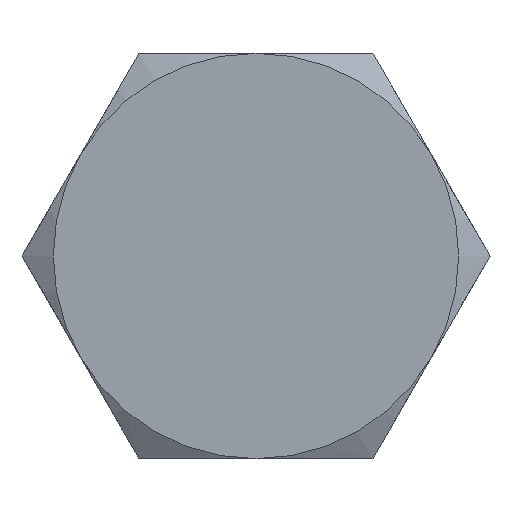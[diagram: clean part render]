
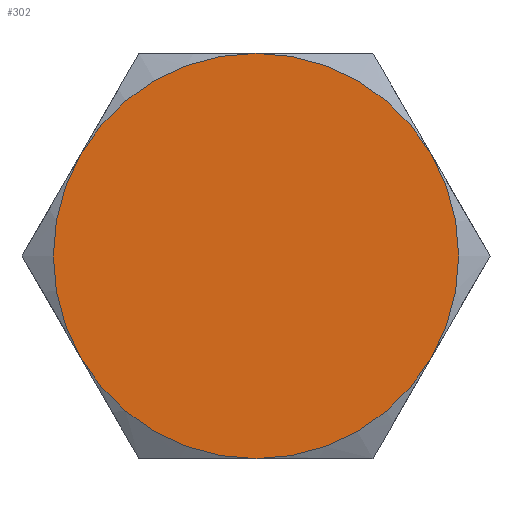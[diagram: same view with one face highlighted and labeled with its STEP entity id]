
A CAD part, left-side view. The second image highlights one B-rep face of the part: STEP entity #302.
In plain terms, the highlighted planar face has unit normal (-1, 0, 0).
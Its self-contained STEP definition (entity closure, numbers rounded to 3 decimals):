
#37=PLANE('',#354);
#57=FACE_OUTER_BOUND('',#77,.T.);
#77=EDGE_LOOP('',(#263,#264,#265,#266,#267,#268));
#116=CIRCLE('',#334,4.);
#117=CIRCLE('',#336,4.);
#118=CIRCLE('',#338,4.);
#119=CIRCLE('',#340,4.);
#120=CIRCLE('',#342,4.);
#121=CIRCLE('',#344,4.);
#131=VERTEX_POINT('',#461);
#133=VERTEX_POINT('',#466);
#135=VERTEX_POINT('',#473);
#136=VERTEX_POINT('',#482);
#139=VERTEX_POINT('',#493);
#140=VERTEX_POINT('',#502);
#161=EDGE_CURVE('',#133,#131,#116,.T.);
#165=EDGE_CURVE('',#135,#133,#117,.T.);
#167=EDGE_CURVE('',#131,#136,#118,.T.);
#171=EDGE_CURVE('',#139,#135,#119,.T.);
#173=EDGE_CURVE('',#136,#140,#120,.T.);
#177=EDGE_CURVE('',#140,#139,#121,.T.);
#263=ORIENTED_EDGE('',*,*,#161,.T.);
#264=ORIENTED_EDGE('',*,*,#167,.T.);
#265=ORIENTED_EDGE('',*,*,#173,.T.);
#266=ORIENTED_EDGE('',*,*,#177,.T.);
#267=ORIENTED_EDGE('',*,*,#171,.T.);
#268=ORIENTED_EDGE('',*,*,#165,.T.);
#302=ADVANCED_FACE('',(#57),#37,.F.);
#334=AXIS2_PLACEMENT_3D('',#467,#381,#382);
#336=AXIS2_PLACEMENT_3D('',#480,#385,#386);
#338=AXIS2_PLACEMENT_3D('',#487,#389,#390);
#340=AXIS2_PLACEMENT_3D('',#500,#393,#394);
#342=AXIS2_PLACEMENT_3D('',#507,#397,#398);
#344=AXIS2_PLACEMENT_3D('',#519,#401,#402);
#354=AXIS2_PLACEMENT_3D('',#549,#433,#434);
#381=DIRECTION('center_axis',(-1.,0.,0.));
#382=DIRECTION('ref_axis',(0.,1.,0.));
#385=DIRECTION('center_axis',(-1.,0.,0.));
#386=DIRECTION('ref_axis',(0.,1.,0.));
#389=DIRECTION('center_axis',(-1.,0.,0.));
#390=DIRECTION('ref_axis',(0.,1.,0.));
#393=DIRECTION('center_axis',(-1.,0.,0.));
#394=DIRECTION('ref_axis',(0.,1.,0.));
#397=DIRECTION('center_axis',(-1.,0.,0.));
#398=DIRECTION('ref_axis',(0.,1.,0.));
#401=DIRECTION('center_axis',(-1.,0.,0.));
#402=DIRECTION('ref_axis',(0.,1.,0.));
#433=DIRECTION('center_axis',(1.,0.,0.));
#434=DIRECTION('ref_axis',(0.,0.,-1.));
#461=CARTESIAN_POINT('',(-3.5,3.464,2.));
#466=CARTESIAN_POINT('',(-3.5,0.,4.));
#467=CARTESIAN_POINT('Origin',(-3.5,0.,0.));
#473=CARTESIAN_POINT('',(-3.5,-3.464,2.));
#480=CARTESIAN_POINT('Origin',(-3.5,0.,0.));
#482=CARTESIAN_POINT('',(-3.5,3.464,-2.));
#487=CARTESIAN_POINT('Origin',(-3.5,0.,0.));
#493=CARTESIAN_POINT('',(-3.5,-3.464,-2.));
#500=CARTESIAN_POINT('Origin',(-3.5,0.,0.));
#502=CARTESIAN_POINT('',(-3.5,0.,-4.));
#507=CARTESIAN_POINT('Origin',(-3.5,0.,0.));
#519=CARTESIAN_POINT('Origin',(-3.5,0.,0.));
#549=CARTESIAN_POINT('Origin',(-3.5,0.,
0.));
